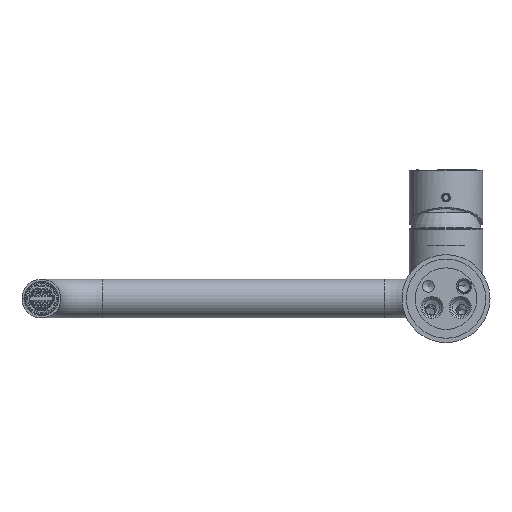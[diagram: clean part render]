
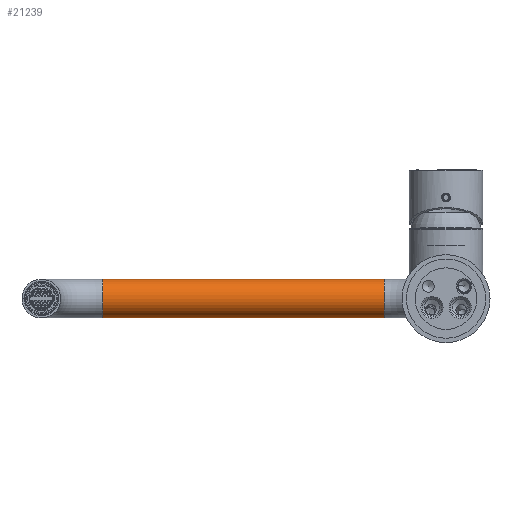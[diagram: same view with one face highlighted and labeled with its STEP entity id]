
A CAD part, front view. The second image highlights one B-rep face of the part: STEP entity #21239.
In plain terms, the highlighted cylindrical face has radius 11 mm (diameter 22 mm), a full revolution.
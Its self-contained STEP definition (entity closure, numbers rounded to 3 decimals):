
#2605=CYLINDRICAL_SURFACE('',#22531,11.);
#2939=CIRCLE('',#22530,11.);
#2940=CIRCLE('',#22532,11.);
#4549=ORIENTED_EDGE('',*,*,#7792,.F.);
#4550=ORIENTED_EDGE('',*,*,#7793,.T.);
#7792=EDGE_CURVE('',#9499,#9499,#2939,.T.);
#7793=EDGE_CURVE('',#9500,#9500,#2940,.T.);
#9499=VERTEX_POINT('',#30522);
#9500=VERTEX_POINT('',#30525);
#11064=EDGE_LOOP('',(#4549));
#11065=EDGE_LOOP('',(#4550));
#12493=FACE_BOUND('',#11064,.T.);
#12494=FACE_BOUND('',#11065,.T.);
#21239=ADVANCED_FACE('',(#12493,#12494),#2605,.T.);
#22530=AXIS2_PLACEMENT_3D('',#30521,#24748,#24749);
#22531=AXIS2_PLACEMENT_3D('',#30523,#24750,#24751);
#22532=AXIS2_PLACEMENT_3D('',#30524,#24752,#24753);
#24748=DIRECTION('',(1.,0.,0.));
#24749=DIRECTION('',(0.,0.,1.));
#24750=DIRECTION('',(1.,0.,0.));
#24751=DIRECTION('',(0.,0.,-1.));
#24752=DIRECTION('',(1.,0.,0.));
#24753=DIRECTION('',(0.,0.,1.));
#30521=CARTESIAN_POINT('',(195.,200.5,0.));
#30522=CARTESIAN_POINT('',(195.,200.5,11.));
#30523=CARTESIAN_POINT('',(35.,200.5,0.));
#30524=CARTESIAN_POINT('',(35.,200.5,0.));
#30525=CARTESIAN_POINT('',(35.,200.5,11.));
